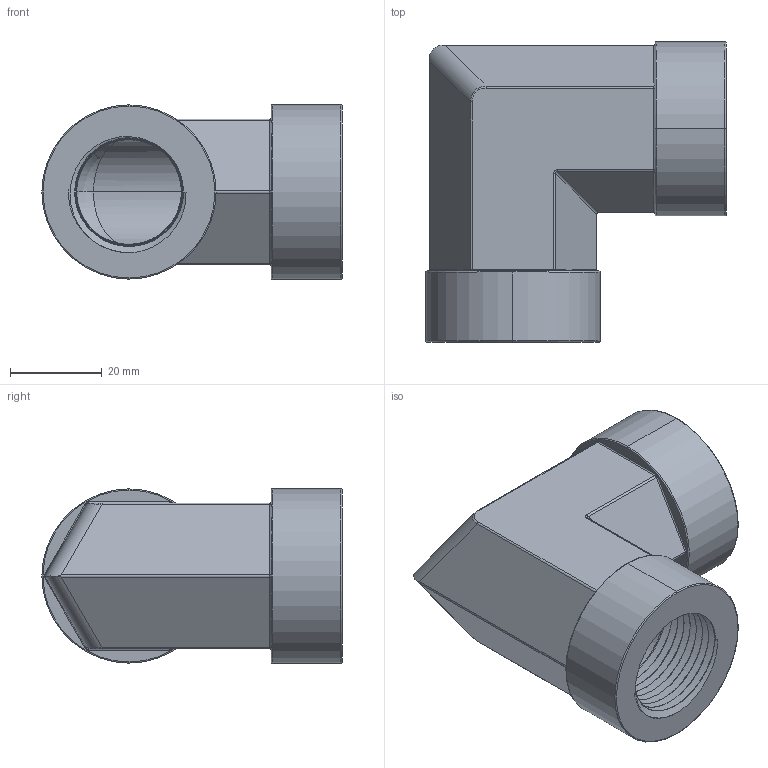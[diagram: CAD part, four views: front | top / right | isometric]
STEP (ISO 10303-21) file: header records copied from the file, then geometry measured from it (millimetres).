
FILE_DESCRIPTION((''),'2;1');
FILE_NAME('001_H-SLA_MASTER','2025-07-07T15:33:16',('Administrator'),(''),'CREO PARAMETRIC BY PTC INC, 2020414','CREO PARAMETRIC BY PTC INC, 2020414','');
FILE_SCHEMA(('AUTOMOTIVE_DESIGN { 1 0 10303 214 1 1 1 1 }'));
Length unit declared in the file: millimetre
Products named in the file (1): 001_H-SLA_MASTER
Bounding box: 65.5 x 65.5 x 38 mm (x, y, z)
Volume: 47546.3 mm3; surface area: 21155.6 mm2
Topology: 1 solids, 1 shells, 135 faces, 344 edges, 223 vertices
Faces by surface type: cylinder 38, cone 30, bspline 27, plane 20, torus 20
Entity records: 19579 total; most frequent: CARTESIAN_POINT 15374, ORIENTED_EDGE 670, DIRECTION 543, PRESENTATION_STYLE_ASSIGNMENT 346, STYLED_ITEM 346, CURVE_STYLE 345, EDGE_CURVE 335, AXIS2_PLACEMENT_3D 205
